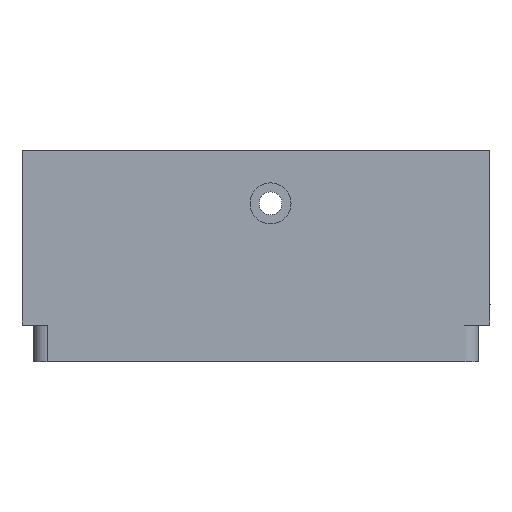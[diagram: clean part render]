
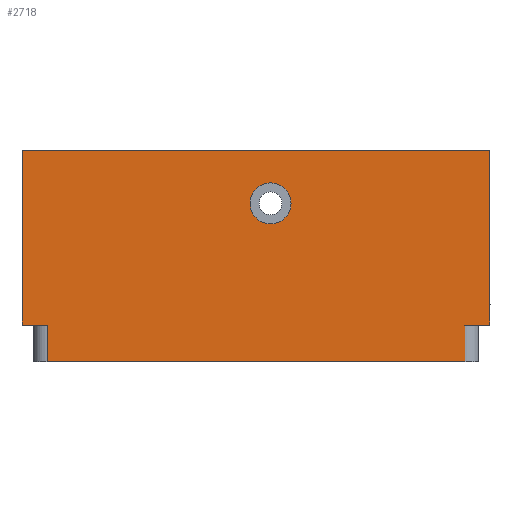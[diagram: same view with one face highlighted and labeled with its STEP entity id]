
A CAD part, left-side view. The second image highlights one B-rep face of the part: STEP entity #2718.
In plain terms, the highlighted planar face has unit normal (-1, 0, 0).
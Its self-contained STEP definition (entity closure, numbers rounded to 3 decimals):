
#28=FACE_BOUND('',#415,.T.);
#115=CIRCLE('',#2863,2.25);
#144=CIRCLE('',#2930,1.5);
#262=FACE_OUTER_BOUND('',#414,.T.);
#414=EDGE_LOOP('',(#2272,#2273,#2274,#2275,#2276,#2277,#2278,#2279,#2280,
#2281));
#415=EDGE_LOOP('',(#2282));
#486=LINE('',#3802,#794);
#531=LINE('',#3919,#839);
#540=LINE('',#3938,#848);
#717=LINE('',#4423,#1025);
#718=LINE('',#4426,#1026);
#719=LINE('',#4431,#1027);
#726=LINE('',#4453,#1034);
#727=LINE('',#4455,#1035);
#728=LINE('',#4456,#1036);
#794=VECTOR('',#3033,10.);
#839=VECTOR('',#3136,10.);
#848=VECTOR('',#3149,10.);
#1025=VECTOR('',#3562,10.);
#1026=VECTOR('',#3565,10.);
#1027=VECTOR('',#3570,10.);
#1034=VECTOR('',#3599,10.);
#1035=VECTOR('',#3602,10.);
#1036=VECTOR('',#3603,10.);
#1096=VERTEX_POINT('',#3799);
#1097=VERTEX_POINT('',#3801);
#1139=VERTEX_POINT('',#3916);
#1140=VERTEX_POINT('',#3918);
#1148=VERTEX_POINT('',#3936);
#1251=VERTEX_POINT('',#4228);
#1310=VERTEX_POINT('',#4422);
#1311=VERTEX_POINT('',#4424);
#1312=VERTEX_POINT('',#4428);
#1313=VERTEX_POINT('',#4430);
#1317=VERTEX_POINT('',#4451);
#1358=EDGE_CURVE('',#1096,#1097,#486,.T.);
#1416=EDGE_CURVE('',#1139,#1140,#531,.T.);
#1426=EDGE_CURVE('',#1148,#1139,#540,.T.);
#1558=EDGE_CURVE('',#1251,#1251,#115,.T.);
#1655=EDGE_CURVE('',#1310,#1148,#717,.T.);
#1657=EDGE_CURVE('',#1311,#1310,#718,.T.);
#1658=EDGE_CURVE('',#1097,#1312,#144,.T.);
#1659=EDGE_CURVE('',#1313,#1312,#719,.T.);
#1671=EDGE_CURVE('',#1317,#1096,#726,.T.);
#1672=EDGE_CURVE('',#1140,#1317,#727,.T.);
#1673=EDGE_CURVE('',#1311,#1313,#728,.T.);
#2272=ORIENTED_EDGE('',*,*,#1658,.F.);
#2273=ORIENTED_EDGE('',*,*,#1358,.F.);
#2274=ORIENTED_EDGE('',*,*,#1671,.F.);
#2275=ORIENTED_EDGE('',*,*,#1672,.F.);
#2276=ORIENTED_EDGE('',*,*,#1416,.F.);
#2277=ORIENTED_EDGE('',*,*,#1426,.F.);
#2278=ORIENTED_EDGE('',*,*,#1655,.F.);
#2279=ORIENTED_EDGE('',*,*,#1657,.F.);
#2280=ORIENTED_EDGE('',*,*,#1673,.T.);
#2281=ORIENTED_EDGE('',*,*,#1659,.T.);
#2282=ORIENTED_EDGE('',*,*,#1558,.T.);
#2593=PLANE('',#2942);
#2718=ADVANCED_FACE('',(#262,#28),#2593,.T.);
#2863=AXIS2_PLACEMENT_3D('',#4230,#3363,#3364);
#2930=AXIS2_PLACEMENT_3D('',#4429,#3568,#3569);
#2942=AXIS2_PLACEMENT_3D('',#4454,#3600,#3601);
#3033=DIRECTION('',(0.,1.,0.));
#3136=DIRECTION('',(0.,0.,1.));
#3149=DIRECTION('',(0.,1.,0.));
#3363=DIRECTION('center_axis',(1.,0.,0.));
#3364=DIRECTION('ref_axis',(0.,0.,
1.));
#3562=DIRECTION('',(0.,1.,0.));
#3565=DIRECTION('',(0.,0.,1.));
#3568=DIRECTION('center_axis',(0.,0.,-1.));
#3569=DIRECTION('ref_axis',(-1.,0.,0.));
#3570=DIRECTION('',(0.,0.,1.));
#3599=DIRECTION('',(0.,0.,-1.));
#3600=DIRECTION('center_axis',(-1.,0.,0.));
#3601=DIRECTION('ref_axis',(0.,-1.,0.));
#3602=DIRECTION('',(0.,-1.,0.));
#3603=DIRECTION('',(0.,-1.,0.));
#3799=CARTESIAN_POINT('',(0.659,1.265,4.32));
#3801=CARTESIAN_POINT('',(0.659,4.024,4.32));
#3802=CARTESIAN_POINT('',(0.659,38.407,4.32));
#3916=CARTESIAN_POINT('',(0.659,52.63,4.32));
#3918=CARTESIAN_POINT('',(0.659,52.63,23.52));
#3919=CARTESIAN_POINT('',(0.659,52.63,4.32));
#3936=CARTESIAN_POINT('',(0.659,49.871,4.32));
#3938=CARTESIAN_POINT('',(0.659,38.407,4.32));
#4228=CARTESIAN_POINT('',(0.659,25.35,15.42));
#4230=CARTESIAN_POINT('Origin',(0.659,25.35,17.67));
#4422=CARTESIAN_POINT('',(0.659,49.87,4.32));
#4423=CARTESIAN_POINT('',(0.659,38.407,4.32));
#4424=CARTESIAN_POINT('',(0.659,49.87,0.27));
#4426=CARTESIAN_POINT('',(0.659,49.87,0.27));
#4428=CARTESIAN_POINT('',(0.659,4.025,4.32));
#4429=CARTESIAN_POINT('Origin',(2.159,4.025,4.32));
#4430=CARTESIAN_POINT('',(0.659,4.025,0.27));
#4431=CARTESIAN_POINT('',(0.659,4.025,0.27));
#4451=CARTESIAN_POINT('',(0.659,1.265,23.52));
#4453=CARTESIAN_POINT('',(0.659,1.265,4.32));
#4454=CARTESIAN_POINT('Origin',(0.659,49.87,0.27));
#4455=CARTESIAN_POINT('',(0.659,38.407,23.52));
#4456=CARTESIAN_POINT('',(0.659,49.87,0.27));
